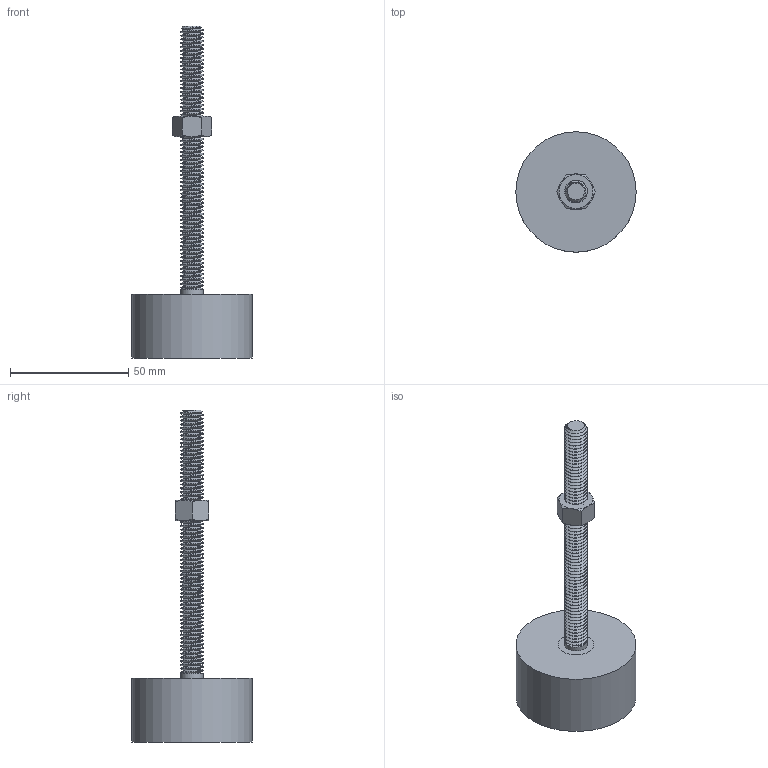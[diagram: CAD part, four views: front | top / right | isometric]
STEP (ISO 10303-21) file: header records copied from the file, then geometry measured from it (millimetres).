
FILE_DESCRIPTION(('', 'CAx-IF Rec.Pracs.---Representation and Presentation of Product Manufacturing Information (PMI)---4.0---2014-10-13'),'2;1');
FILE_NAME('SGN3206.STP', '2021-04-30T13:39:59',(''), (''), 'Kubotek Kosmos Version 3.0.7268.7268', 'KeyCreator Pro', '');
FILE_SCHEMA(('AP242_MANAGED_MODEL_BASED_3D_ENGINEERING_MIM_LF { 1 0 10303 442 1 1 4 }'));
Length unit declared in the file: inch
Bounding box: 50.8 x 50.8 x 140.13 mm (x, y, z)
Volume: 62455.9 mm3; surface area: 18997 mm2
Topology: 4 solids, 4 shells, 120 faces, 314 edges, 204 vertices
Faces by surface type: cylinder 75, cone 20, plane 17, bspline 6, sphere 2
Full cylindrical faces by diameter (mm): 7.425 x1, 9.525 x70, 31.75 x2, 50.8 x1
Entity records: 17485 total; most frequent: CARTESIAN_POINT 14568, ORIENTED_EDGE 624, DIRECTION 328, EDGE_CURVE 312, VERTEX_POINT 204, AXIS2_PLACEMENT_3D 155, EDGE_LOOP 126, FACE_OUTER_BOUND 120
